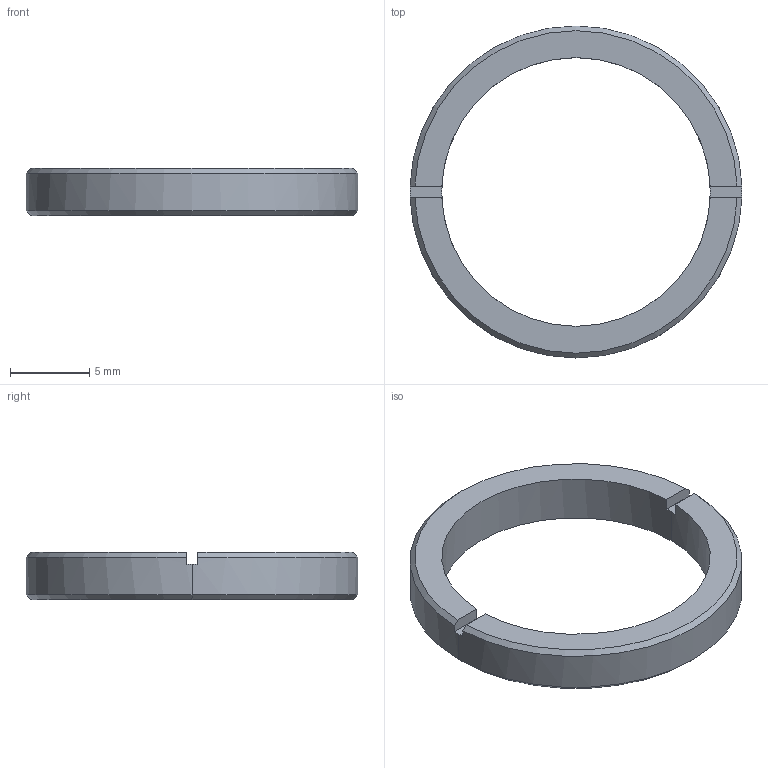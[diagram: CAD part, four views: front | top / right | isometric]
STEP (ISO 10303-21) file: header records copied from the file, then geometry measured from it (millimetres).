
FILE_DESCRIPTION (( 'STEP AP203' ), '1' );
FILE_NAME ('Web Model 17409_17409.step', '2021-05-03T20:56:19', ( '' ), ( '' ), 'SwSTEP 2.0', 'SolidWorks 2018', '' );
FILE_SCHEMA (( 'CONFIG_CONTROL_DESIGN' ));
Length unit declared in the file: millimetre
Products named in the file (1): Web Model 17409_17409
Bounding box: 21 x 21 x 3 mm (x, y, z)
Volume: 350.1 mm3; surface area: 577.3 mm2
Topology: 1 solids, 1 shells, 17 faces, 46 edges, 30 vertices
Faces by surface type: plane 9, cone 4, cylinder 4
Entity records: 629 total; most frequent: CARTESIAN_POINT 106, DIRECTION 98, ORIENTED_EDGE 92, EDGE_CURVE 46, AXIS2_PLACEMENT_3D 38, VERTEX_POINT 30, LINE 22, VECTOR 22
